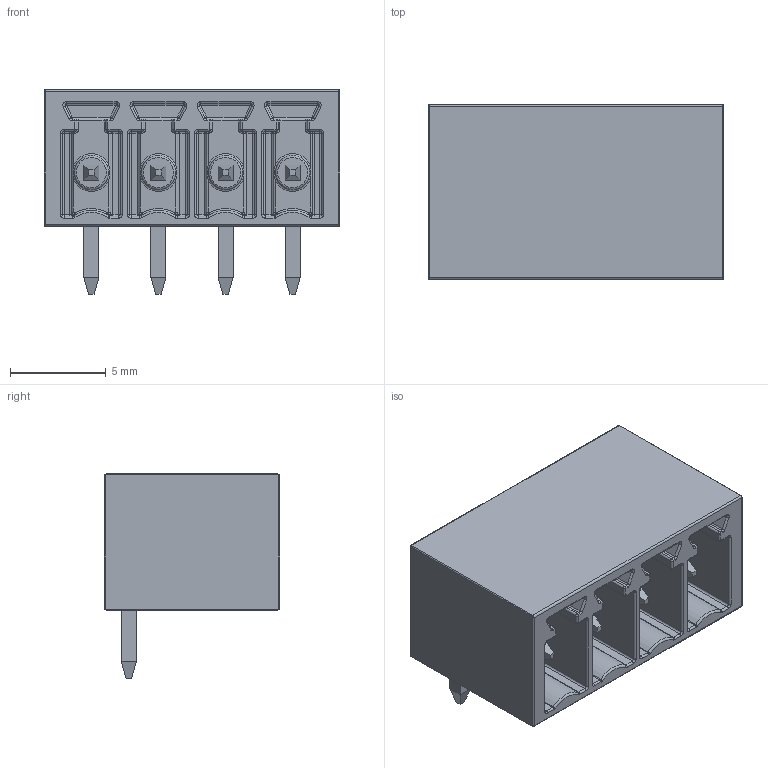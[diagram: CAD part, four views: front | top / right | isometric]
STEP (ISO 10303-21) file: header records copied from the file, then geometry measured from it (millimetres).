
FILE_DESCRIPTION(/* description */ (''),/* implementation_level */ '2;1');
FILE_NAME(/* name */ 'Molex - 395021004.step',/* time_stamp */ '2020-06-25T15:20:15+01:00',/* author */ (''),/* organization */ (''),/* preprocessor_version */ 'ST-DEVELOPER v18.1',/* originating_system */ 'Autodesk Translation Framework v9.3.0.1241',/* authorisation */ '');
FILE_SCHEMA (('AUTOMOTIVE_DESIGN { 1 0 10303 214 3 1 1 }'));
Length unit declared in the file: inch
Products named in the file (1): Molex - 395021004
Bounding box: 15.44 x 9.14 x 10.67 mm (x, y, z)
Volume: 551.1 mm3; surface area: 1430.3 mm2
Topology: 1 solids, 1 shells, 606 faces, 1352 edges, 760 vertices
Faces by surface type: cylinder 220, plane 158, torus 84, bspline 80, sphere 64
Full cylindrical faces by diameter (mm): 1.778 x4
Entity records: 20485 total; most frequent: CARTESIAN_POINT 7143, DIRECTION 2874, ORIENTED_EDGE 2704, EDGE_CURVE 1352, AXIS2_PLACEMENT_3D 1139, VERTEX_POINT 760, EDGE_LOOP 618, CIRCLE 612
